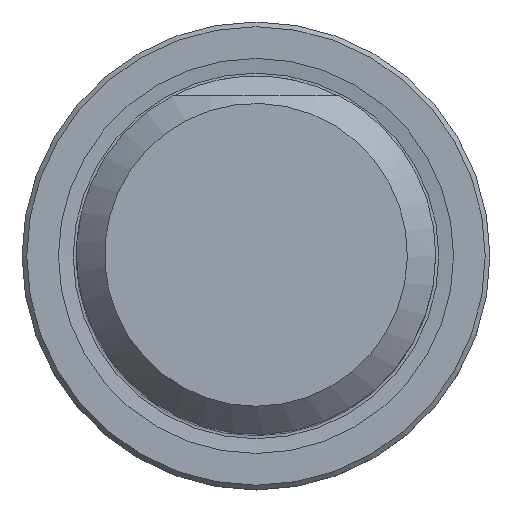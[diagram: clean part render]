
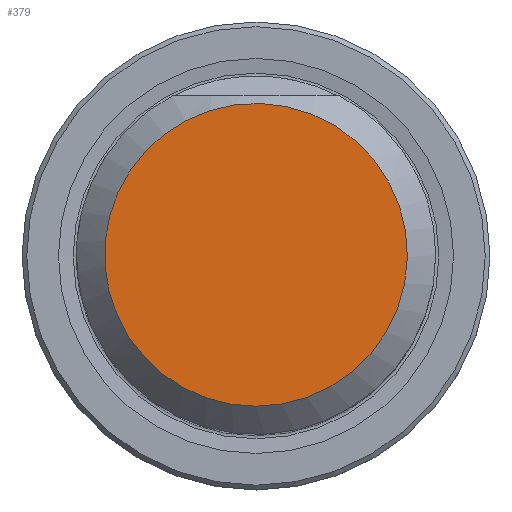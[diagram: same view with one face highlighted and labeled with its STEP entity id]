
A CAD part, top view. The second image highlights one B-rep face of the part: STEP entity #379.
In plain terms, the highlighted planar face has unit normal (0, 0, 1).
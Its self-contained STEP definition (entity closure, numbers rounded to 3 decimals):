
#253=PLANE('',#6090);
#379=ADVANCED_FACE('',(#801),#253,.T.);
#801=FACE_OUTER_BOUND('',#1084,.T.);
#1084=EDGE_LOOP('',(#1744));
#1422=CIRCLE('',#6089,16.046);
#1744=ORIENTED_EDGE('',*,*,#3872,.T.);
#3300=VERTEX_POINT('',#9703);
#3872=EDGE_CURVE('',#3300,#3300,#1422,.T.);
#6089=AXIS2_PLACEMENT_3D('',#9702,#6949,#6950);
#6090=AXIS2_PLACEMENT_3D('',#9704,#6951,#6952);
#6949=DIRECTION('',(0.,0.,1.));
#6950=DIRECTION('',(0.,-1.,0.));
#6951=DIRECTION('',(0.,0.,1.));
#6952=DIRECTION('',(0.,-1.,0.));
#9702=CARTESIAN_POINT('',(0.,0.,70.));
#9703=CARTESIAN_POINT('',(0.,-16.046,70.));
#9704=CARTESIAN_POINT('',(0.,0.,70.));
